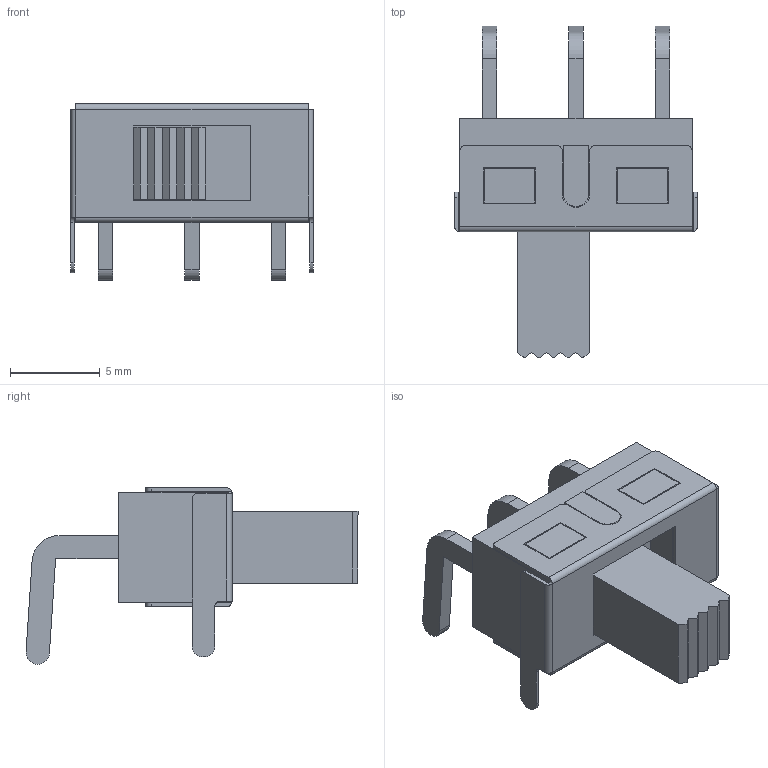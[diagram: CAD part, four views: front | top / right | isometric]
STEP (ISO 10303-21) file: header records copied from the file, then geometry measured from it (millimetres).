
FILE_DESCRIPTION (( 'STEP AP214' ), '1' );
FILE_NAME ('SW-TH_XKB_SS-12D11L7.step', '2023-12-07T02:47:13', ( '' ), ( '' ), 'SwSTEP 2.0', 'SolidWorks 2020', '' );
FILE_SCHEMA (( 'AUTOMOTIVE_DESIGN' ));
Length unit declared in the file: millimetre
Products named in the file (1): SW-TH_XKB_SS-12D11L7
Bounding box: 13.5 x 18.45 x 9.8 mm (x, y, z)
Volume: 644.1 mm3; surface area: 1075.7 mm2
Topology: 1 solids, 1 shells, 389 faces, 1056 edges, 698 vertices
Faces by surface type: plane 252, bspline 98, cylinder 39
Entity records: 17109 total; most frequent: CARTESIAN_POINT 3618, ORIENTED_EDGE 2112, DIRECTION 1490, EDGE_CURVE 1056, VECTOR 774, LINE 774, VERTEX_POINT 698, EDGE_LOOP 428
